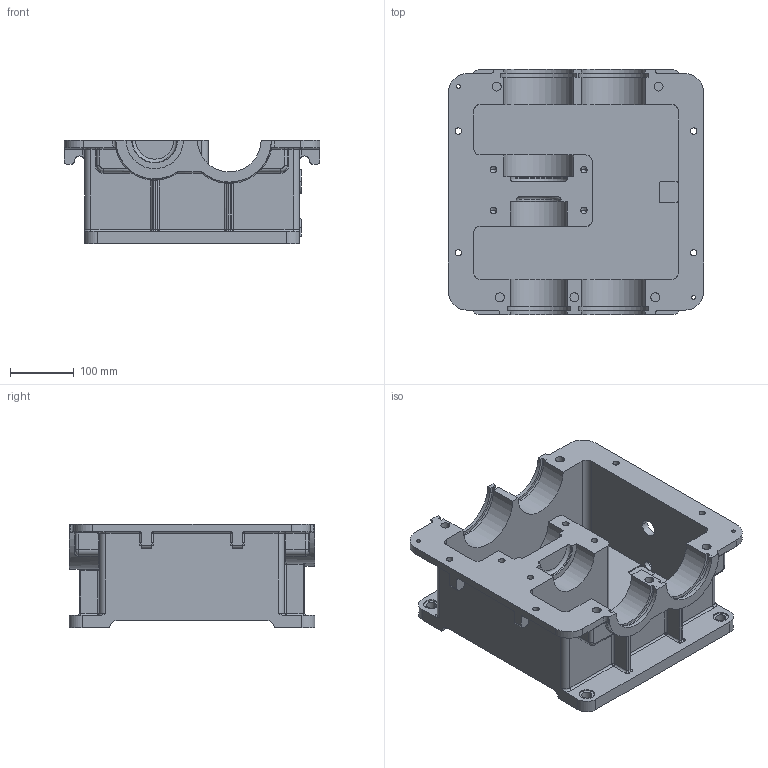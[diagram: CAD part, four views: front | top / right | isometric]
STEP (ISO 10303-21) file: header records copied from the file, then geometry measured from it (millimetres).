
FILE_DESCRIPTION(('CATIA V5 STEP Exchange','CAx-IF Rec.Pracs.--- Model Styling and Organization---1.4--- 2014-01-23','CAx-IF Rec.Pracs.---3D Tessellated Data Validation Properties---0.5---2014-09-14'),'2;1');
FILE_NAME('LowerBox.stp','2022-12-07T07:34:16+00:00',('none'),('none'),'CATIA Version 5-6 Release 2018','CATIA V5 STEP AP242','none');
FILE_SCHEMA(('AP242_MANAGED_MODEL_BASED_3D_ENGINEERING_MIM_LF {1 0 10303 442 1 1 4}'));
Length unit declared in the file: millimetre
Products named in the file (1): LowerBox
Bounding box: 401 x 385 x 163 mm (x, y, z)
Volume: 6624260.2 mm3; surface area: 825449.4 mm2
Topology: 1 solids, 1 shells, 476 faces, 1211 edges, 717 vertices
Faces by surface type: cylinder 236, plane 113, torus 55, bspline 32, sphere 26, cone 14
Entity records: 18663 total; most frequent: CARTESIAN_POINT 8167, ORIENTED_EDGE 2350, DIRECTION 1739, EDGE_CURVE 1175, AXIS2_PLACEMENT_3D 877, VERTEX_POINT 717, CIRCLE 539, EDGE_LOOP 527
